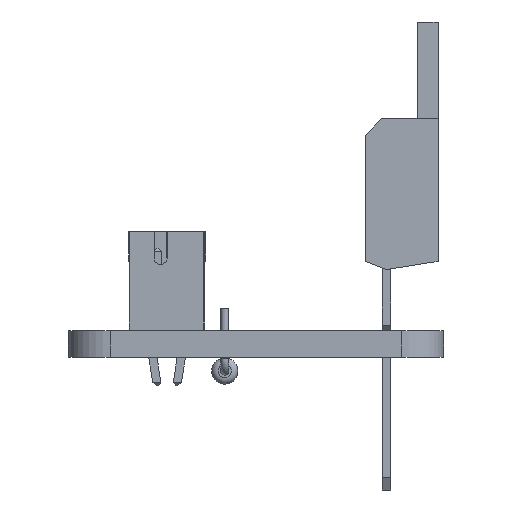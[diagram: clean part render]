
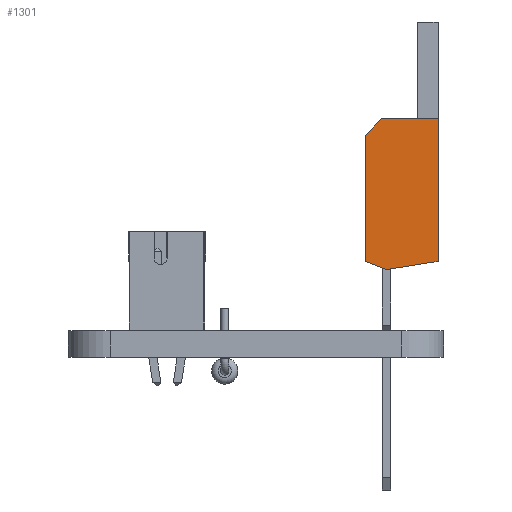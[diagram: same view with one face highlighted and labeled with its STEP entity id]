
A CAD part, front view. The second image highlights one B-rep face of the part: STEP entity #1301.
In plain terms, the highlighted face is planar.
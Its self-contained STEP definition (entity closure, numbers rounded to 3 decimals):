
#133 = PLANE('',#134);
#134 = AXIS2_PLACEMENT_3D('',#135,#136,#137);
#135 = CARTESIAN_POINT('',(-2.585,3.15,4.185));
#136 = DIRECTION('',(0.,0.157,-0.988)
  );
#137 = DIRECTION('',(0.,-0.988,-0.157
    ));
#161 = PLANE('',#162);
#162 = AXIS2_PLACEMENT_3D('',#163,#164,#165);
#163 = CARTESIAN_POINT('',(-2.585,3.15,12.875));
#164 = DIRECTION('',(0.,1.,0.));
#165 = DIRECTION('',(0.,0.,-1.));
#189 = PLANE('',#190);
#190 = AXIS2_PLACEMENT_3D('',#191,#192,#193);
#191 = CARTESIAN_POINT('',(-2.585,-0.295,12.875));
#192 = DIRECTION('',(0.,0.,1.));
#193 = DIRECTION('',(0.,1.,0.));
#217 = PLANE('',#218);
#218 = AXIS2_PLACEMENT_3D('',#219,#220,#221);
#219 = CARTESIAN_POINT('',(-2.585,-1.295,11.875));
#220 = DIRECTION('',(0.,-0.707,0.707)
  );
#221 = DIRECTION('',(0.,0.707,0.707));
#245 = PLANE('',#246);
#246 = AXIS2_PLACEMENT_3D('',#247,#248,#249);
#247 = CARTESIAN_POINT('',(-2.585,-1.295,4.185));
#248 = DIRECTION('',(0.,-1.,0.));
#249 = DIRECTION('',(0.,0.,1.));
#271 = PLANE('',#272);
#272 = AXIS2_PLACEMENT_3D('',#273,#274,#275);
#273 = CARTESIAN_POINT('',(-2.585,0.,3.685));
#274 = DIRECTION('',(0.,-0.36,-0.933)
  );
#275 = DIRECTION('',(0.,-0.933,0.36)
  );
#609 = VERTEX_POINT('',#610);
#610 = CARTESIAN_POINT('',(7.665,0.,3.685));
#631 = EDGE_CURVE('',#609,#632,#634,.T.);
#632 = VERTEX_POINT('',#633);
#633 = CARTESIAN_POINT('',(7.665,-1.295,4.185));
#634 = SURFACE_CURVE('',#635,(#639,#646),.PCURVE_S1.);
#635 = LINE('',#636,#637);
#636 = CARTESIAN_POINT('',(7.665,0.,3.685));
#637 = VECTOR('',#638,1.);
#638 = DIRECTION('',(0.,-0.933,0.36)
  );
#639 = PCURVE('',#271,#640);
#640 = DEFINITIONAL_REPRESENTATION('',(#641),#645);
#641 = LINE('',#642,#643);
#642 = CARTESIAN_POINT('',(0.,-10.25));
#643 = VECTOR('',#644,1.);
#644 = DIRECTION('',(1.,0.));
#645 = ( GEOMETRIC_REPRESENTATION_CONTEXT(2) 
PARAMETRIC_REPRESENTATION_CONTEXT() REPRESENTATION_CONTEXT('2D SPACE',''
  ) );
#646 = PCURVE('',#647,#652);
#647 = PLANE('',#648);
#648 = AXIS2_PLACEMENT_3D('',#649,#650,#651);
#649 = CARTESIAN_POINT('',(7.665,0.,3.685));
#650 = DIRECTION('',(1.,0.,0.));
#651 = DIRECTION('',(0.,0.,1.));
#652 = DEFINITIONAL_REPRESENTATION('',(#653),#657);
#653 = LINE('',#654,#655);
#654 = CARTESIAN_POINT('',(0.,0.));
#655 = VECTOR('',#656,1.);
#656 = DIRECTION('',(0.36,0.933));
#657 = ( GEOMETRIC_REPRESENTATION_CONTEXT(2) 
PARAMETRIC_REPRESENTATION_CONTEXT() REPRESENTATION_CONTEXT('2D SPACE',''
  ) );
#684 = EDGE_CURVE('',#632,#685,#687,.T.);
#685 = VERTEX_POINT('',#686);
#686 = CARTESIAN_POINT('',(7.665,-1.295,11.875));
#687 = SURFACE_CURVE('',#688,(#692,#699),.PCURVE_S1.);
#688 = LINE('',#689,#690);
#689 = CARTESIAN_POINT('',(7.665,-1.295,4.185));
#690 = VECTOR('',#691,1.);
#691 = DIRECTION('',(0.,0.,1.));
#692 = PCURVE('',#245,#693);
#693 = DEFINITIONAL_REPRESENTATION('',(#694),#698);
#694 = LINE('',#695,#696);
#695 = CARTESIAN_POINT('',(0.,-10.25));
#696 = VECTOR('',#697,1.);
#697 = DIRECTION('',(1.,0.));
#698 = ( GEOMETRIC_REPRESENTATION_CONTEXT(2) 
PARAMETRIC_REPRESENTATION_CONTEXT() REPRESENTATION_CONTEXT('2D SPACE',''
  ) );
#699 = PCURVE('',#647,#700);
#700 = DEFINITIONAL_REPRESENTATION('',(#701),#705);
#701 = LINE('',#702,#703);
#702 = CARTESIAN_POINT('',(0.5,1.295));
#703 = VECTOR('',#704,1.);
#704 = DIRECTION('',(1.,0.));
#705 = ( GEOMETRIC_REPRESENTATION_CONTEXT(2) 
PARAMETRIC_REPRESENTATION_CONTEXT() REPRESENTATION_CONTEXT('2D SPACE',''
  ) );
#733 = EDGE_CURVE('',#685,#734,#736,.T.);
#734 = VERTEX_POINT('',#735);
#735 = CARTESIAN_POINT('',(7.665,-0.295,12.875));
#736 = SURFACE_CURVE('',#737,(#741,#748),.PCURVE_S1.);
#737 = LINE('',#738,#739);
#738 = CARTESIAN_POINT('',(7.665,-1.295,11.875));
#739 = VECTOR('',#740,1.);
#740 = DIRECTION('',(0.,0.707,0.707));
#741 = PCURVE('',#217,#742);
#742 = DEFINITIONAL_REPRESENTATION('',(#743),#747);
#743 = LINE('',#744,#745);
#744 = CARTESIAN_POINT('',(0.,-10.25));
#745 = VECTOR('',#746,1.);
#746 = DIRECTION('',(1.,0.));
#747 = ( GEOMETRIC_REPRESENTATION_CONTEXT(2) 
PARAMETRIC_REPRESENTATION_CONTEXT() REPRESENTATION_CONTEXT('2D SPACE',''
  ) );
#748 = PCURVE('',#647,#749);
#749 = DEFINITIONAL_REPRESENTATION('',(#750),#754);
#750 = LINE('',#751,#752);
#751 = CARTESIAN_POINT('',(8.19,1.295));
#752 = VECTOR('',#753,1.);
#753 = DIRECTION('',(0.707,-0.707));
#754 = ( GEOMETRIC_REPRESENTATION_CONTEXT(2) 
PARAMETRIC_REPRESENTATION_CONTEXT() REPRESENTATION_CONTEXT('2D SPACE',''
  ) );
#783 = EDGE_CURVE('',#734,#784,#786,.T.);
#784 = VERTEX_POINT('',#785);
#785 = CARTESIAN_POINT('',(7.665,3.15,12.875));
#786 = SURFACE_CURVE('',#787,(#791,#798),.PCURVE_S1.);
#787 = LINE('',#788,#789);
#788 = CARTESIAN_POINT('',(7.665,-0.295,12.875));
#789 = VECTOR('',#790,1.);
#790 = DIRECTION('',(0.,1.,0.));
#791 = PCURVE('',#189,#792);
#792 = DEFINITIONAL_REPRESENTATION('',(#793),#797);
#793 = LINE('',#794,#795);
#794 = CARTESIAN_POINT('',(0.,-10.25));
#795 = VECTOR('',#796,1.);
#796 = DIRECTION('',(1.,0.));
#797 = ( GEOMETRIC_REPRESENTATION_CONTEXT(2) 
PARAMETRIC_REPRESENTATION_CONTEXT() REPRESENTATION_CONTEXT('2D SPACE',''
  ) );
#798 = PCURVE('',#647,#799);
#799 = DEFINITIONAL_REPRESENTATION('',(#800),#804);
#800 = LINE('',#801,#802);
#801 = CARTESIAN_POINT('',(9.19,0.295));
#802 = VECTOR('',#803,1.);
#803 = DIRECTION('',(0.,-1.));
#804 = ( GEOMETRIC_REPRESENTATION_CONTEXT(2) 
PARAMETRIC_REPRESENTATION_CONTEXT() REPRESENTATION_CONTEXT('2D SPACE',''
  ) );
#1012 = EDGE_CURVE('',#784,#1013,#1015,.T.);
#1013 = VERTEX_POINT('',#1014);
#1014 = CARTESIAN_POINT('',(7.665,3.15,4.185));
#1015 = SURFACE_CURVE('',#1016,(#1020,#1027),.PCURVE_S1.);
#1016 = LINE('',#1017,#1018);
#1017 = CARTESIAN_POINT('',(7.665,3.15,12.875));
#1018 = VECTOR('',#1019,1.);
#1019 = DIRECTION('',(0.,0.,-1.));
#1020 = PCURVE('',#161,#1021);
#1021 = DEFINITIONAL_REPRESENTATION('',(#1022),#1026);
#1022 = LINE('',#1023,#1024);
#1023 = CARTESIAN_POINT('',(0.,-10.25));
#1024 = VECTOR('',#1025,1.);
#1025 = DIRECTION('',(1.,0.));
#1026 = ( GEOMETRIC_REPRESENTATION_CONTEXT(2) 
PARAMETRIC_REPRESENTATION_CONTEXT() REPRESENTATION_CONTEXT('2D SPACE',''
  ) );
#1027 = PCURVE('',#647,#1028);
#1028 = DEFINITIONAL_REPRESENTATION('',(#1029),#1033);
#1029 = LINE('',#1030,#1031);
#1030 = CARTESIAN_POINT('',(9.19,-3.15));
#1031 = VECTOR('',#1032,1.);
#1032 = DIRECTION('',(-1.,0.));
#1033 = ( GEOMETRIC_REPRESENTATION_CONTEXT(2) 
PARAMETRIC_REPRESENTATION_CONTEXT() REPRESENTATION_CONTEXT('2D SPACE',''
  ) );
#1061 = EDGE_CURVE('',#1013,#609,#1062,.T.);
#1062 = SURFACE_CURVE('',#1063,(#1067,#1074),.PCURVE_S1.);
#1063 = LINE('',#1064,#1065);
#1064 = CARTESIAN_POINT('',(7.665,3.15,4.185));
#1065 = VECTOR('',#1066,1.);
#1066 = DIRECTION('',(0.,-0.988,
    -0.157));
#1067 = PCURVE('',#133,#1068);
#1068 = DEFINITIONAL_REPRESENTATION('',(#1069),#1073);
#1069 = LINE('',#1070,#1071);
#1070 = CARTESIAN_POINT('',(0.,-10.25));
#1071 = VECTOR('',#1072,1.);
#1072 = DIRECTION('',(1.,0.));
#1073 = ( GEOMETRIC_REPRESENTATION_CONTEXT(2) 
PARAMETRIC_REPRESENTATION_CONTEXT() REPRESENTATION_CONTEXT('2D SPACE',''
  ) );
#1074 = PCURVE('',#647,#1075);
#1075 = DEFINITIONAL_REPRESENTATION('',(#1076),#1080);
#1076 = LINE('',#1077,#1078);
#1077 = CARTESIAN_POINT('',(0.5,-3.15));
#1078 = VECTOR('',#1079,1.);
#1079 = DIRECTION('',(-0.157,0.988));
#1080 = ( GEOMETRIC_REPRESENTATION_CONTEXT(2) 
PARAMETRIC_REPRESENTATION_CONTEXT() REPRESENTATION_CONTEXT('2D SPACE',''
  ) );
#1301 = ADVANCED_FACE('',(#1302),#647,.T.);
#1302 = FACE_BOUND('',#1303,.F.);
#1303 = EDGE_LOOP('',(#1304,#1305,#1306,#1307,#1308,#1309));
#1304 = ORIENTED_EDGE('',*,*,#631,.T.);
#1305 = ORIENTED_EDGE('',*,*,#684,.T.);
#1306 = ORIENTED_EDGE('',*,*,#733,.T.);
#1307 = ORIENTED_EDGE('',*,*,#783,.T.);
#1308 = ORIENTED_EDGE('',*,*,#1012,.T.);
#1309 = ORIENTED_EDGE('',*,*,#1061,.T.);
